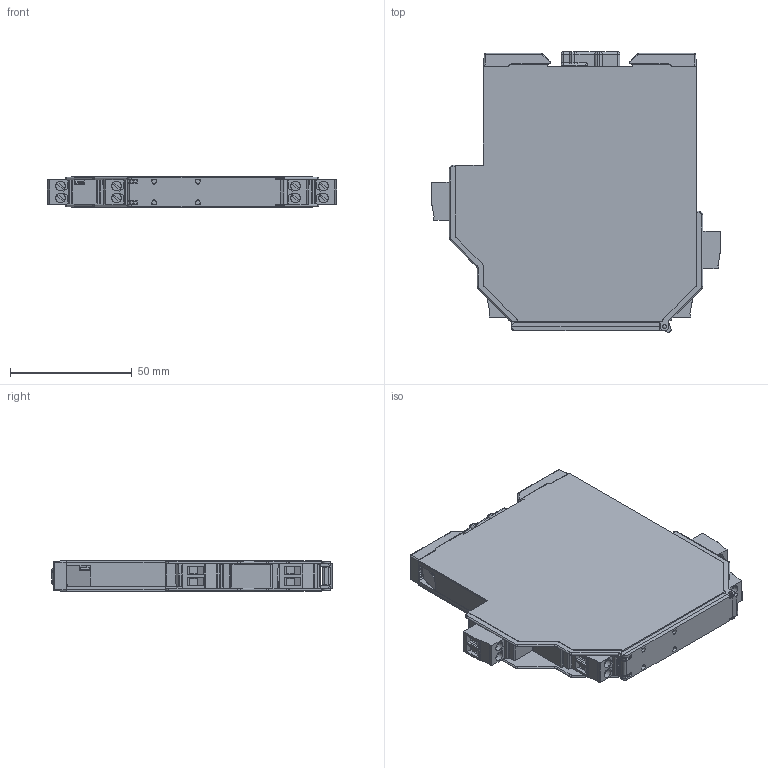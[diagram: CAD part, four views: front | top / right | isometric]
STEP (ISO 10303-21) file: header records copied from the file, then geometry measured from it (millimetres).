
FILE_DESCRIPTION((''),'2;1');
FILE_NAME('CAD-8040_ASM','2021-10-18T13:57:12',('creinig-se'),(''),'CREO PARAMETRIC BY PTC INC, 2019292','CREO PARAMETRIC BY PTC INC, 2019292','');
FILE_SCHEMA(('CONFIG_CONTROL_DESIGN','SHAPE_APPEARANCE_LAYERS_GROUPS'));
Products named in the file (5): CAD-8035_SW0001_TEILW; CAD-8035_KC_SLIDER; CAD-8035_MSTBT_ST-SO-BLUE; CAD-8035_MSTBT_ST-SO-PF-GREEN; CAD-8040_ASM
Assembly tree (7 placements, depth 2):
  CAD-8040_ASM
    CAD-8035_SW0001_TEILW
    CAD-8035_KC_SLIDER  x2
    CAD-8035_MSTBT_ST-SO-BLUE  x2
    CAD-8035_MSTBT_ST-SO-PF-GREEN  x2
Bounding box: 119 x 115.32 x 12.5 mm (x, y, z)
Volume: 126106.4 mm3; surface area: 41261.6 mm2
Topology: 8 solids, 8 shells, 1812 faces, 5034 edges, 3235 vertices
Faces by surface type: plane 1240, cylinder 460, cone 32, bspline 30, torus 26, sphere 24
Entity records: 57917 total; most frequent: CARTESIAN_POINT 12962, ORIENTED_EDGE 8232, DIRECTION 7024, EDGE_CURVE 4116, VECTOR 3060, LINE 3060, VERTEX_POINT 2656, AXIS2_PLACEMENT_3D 1982
